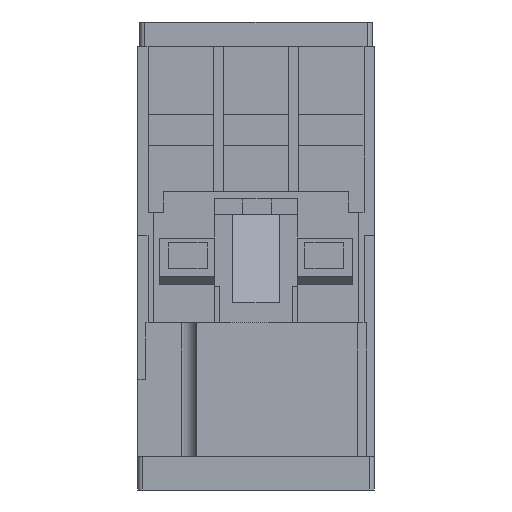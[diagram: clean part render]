
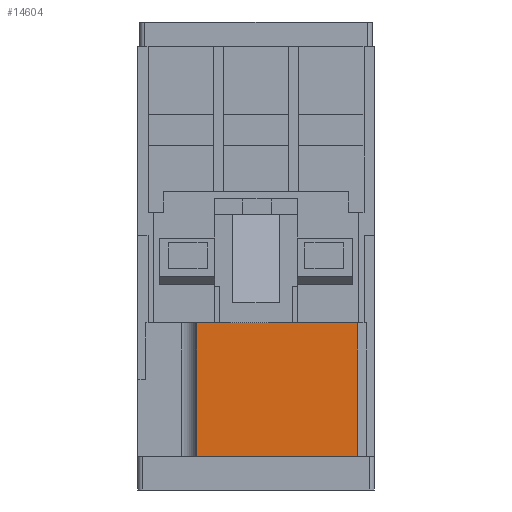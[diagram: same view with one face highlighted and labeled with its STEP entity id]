
A CAD part, front view. The second image highlights one B-rep face of the part: STEP entity #14604.
In plain terms, the highlighted planar face has unit normal (0, -1, 0).
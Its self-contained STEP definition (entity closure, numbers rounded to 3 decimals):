
#75 = CARTESIAN_POINT ( 'NONE',  ( -11.5, -32.5, 32.5 ) ) ;
#120 = LINE ( 'NONE', #5264, #23551 ) ;
#798 = CARTESIAN_POINT ( 'NONE',  ( -23., -32.5, 32.5 ) ) ;
#2462 = VECTOR ( 'NONE', #14275, 1000. ) ;
#3657 = EDGE_CURVE ( 'NONE', #6480, #23732, #120, .T. ) ;
#4807 = VECTOR ( 'NONE', #20842, 1000. ) ;
#5038 = ORIENTED_EDGE ( 'NONE', *, *, #3657, .F. ) ;
#5141 = PLANE ( 'NONE',  #11934 ) ;
#5264 = CARTESIAN_POINT ( 'NONE',  ( -23., -32.5, 6.5 ) ) ;
#6480 = VERTEX_POINT ( 'NONE', #26374 ) ;
#6978 = DIRECTION ( 'NONE',  ( 1., 0., 0. ) ) ;
#7163 = EDGE_CURVE ( 'NONE', #16824, #6480, #10271, .T. ) ;
#8205 = CARTESIAN_POINT ( 'NONE',  ( 19.75, -32.5, 32.5 ) ) ;
#8574 = ORIENTED_EDGE ( 'NONE', *, *, #7163, .F. ) ;
#10271 = LINE ( 'NONE', #8205, #4807 ) ;
#11451 = FACE_OUTER_BOUND ( 'NONE', #18668, .T. ) ;
#11934 = AXIS2_PLACEMENT_3D ( 'NONE', #19481, #19576, #19321 ) ;
#12041 = LINE ( 'NONE', #798, #18111 ) ;
#13017 = LINE ( 'NONE', #24773, #2462 ) ;
#13117 = ORIENTED_EDGE ( 'NONE', *, *, #15607, .F. ) ;
#14275 = DIRECTION ( 'NONE',  ( 0., 0., 1. ) ) ;
#14604 = ADVANCED_FACE ( 'NONE', ( #11451 ), #5141, .T. ) ;
#15607 = EDGE_CURVE ( 'NONE', #21243, #16824, #12041, .T. ) ;
#16824 = VERTEX_POINT ( 'NONE', #18004 ) ;
#16877 = CARTESIAN_POINT ( 'NONE',  ( -11.5, -32.5, 6.5 ) ) ;
#18004 = CARTESIAN_POINT ( 'NONE',  ( 19.75, -32.5, 32.5 ) ) ;
#18111 = VECTOR ( 'NONE', #6978, 1000. ) ;
#18668 = EDGE_LOOP ( 'NONE', ( #24814, #5038, #8574, #13117 ) ) ;
#19321 = DIRECTION ( 'NONE',  ( -1., 0., 0. ) ) ;
#19481 = CARTESIAN_POINT ( 'NONE',  ( -23., -32.5, 32.5 ) ) ;
#19576 = DIRECTION ( 'NONE',  ( 0., -1., 0. ) ) ;
#19605 = DIRECTION ( 'NONE',  ( -1., 0., 0. ) ) ;
#20842 = DIRECTION ( 'NONE',  ( 0., 0., -1. ) ) ;
#21243 = VERTEX_POINT ( 'NONE', #75 ) ;
#23551 = VECTOR ( 'NONE', #19605, 1000. ) ;
#23732 = VERTEX_POINT ( 'NONE', #16877 ) ;
#24773 = CARTESIAN_POINT ( 'NONE',  ( -11.5, -32.5, 32.5 ) ) ;
#24814 = ORIENTED_EDGE ( 'NONE', *, *, #25826, .F. ) ;
#25826 = EDGE_CURVE ( 'NONE', #23732, #21243, #13017, .T. ) ;
#26374 = CARTESIAN_POINT ( 'NONE',  ( 19.75, -32.5, 6.5 ) ) ;
